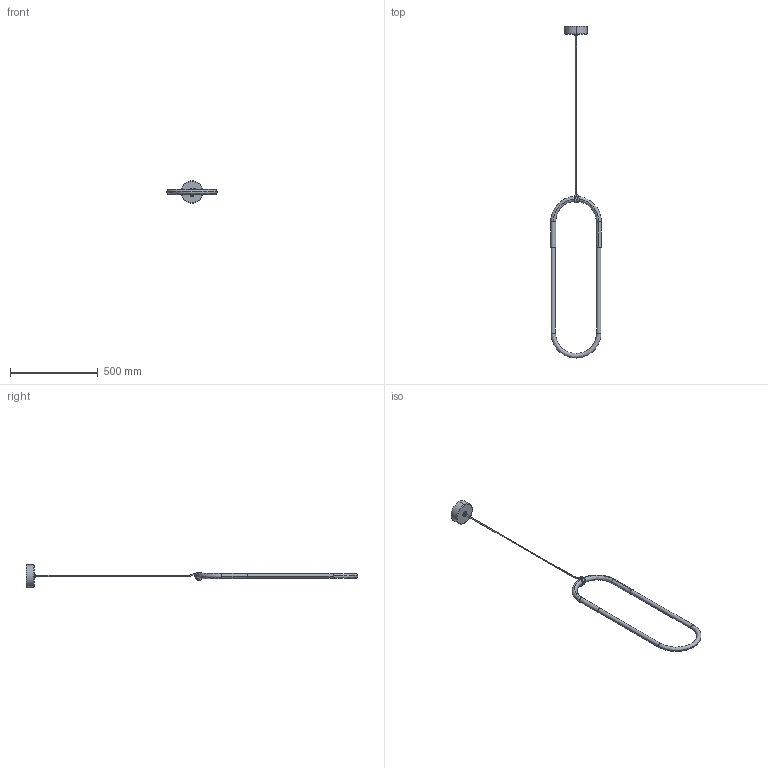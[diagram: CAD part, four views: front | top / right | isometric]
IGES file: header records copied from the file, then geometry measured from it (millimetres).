
Start section: SolidWorks IGES file using analytic representation for surfaces
Global section: file name: RUDIP2 - Rudi Loop 02_02OCT19.IGS; native system: SolidWorks 2015; preprocessor: SolidWorks 2015; author: Design; date: 191001.154150; units: millimetre
Bounding box: 287.34 x 1886.73 x 127 mm (x, y, z)
Volume: 1741060.6 mm3; surface area: 237111.8 mm2
Topology: 1 solids, 1 shells, 35 faces, 85 edges, 54 vertices
Faces by surface type: revolution 24, plane 7, bspline 4
